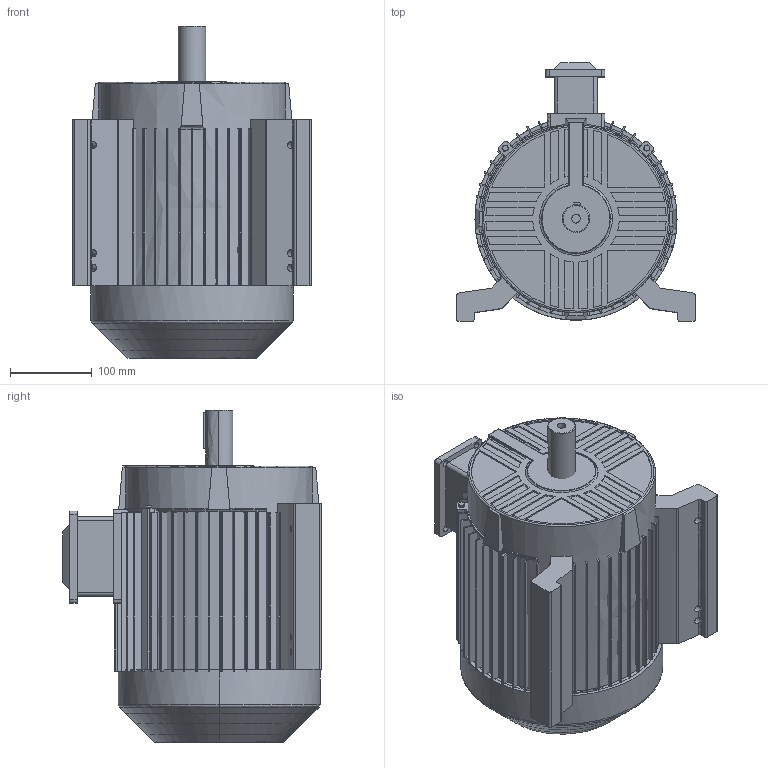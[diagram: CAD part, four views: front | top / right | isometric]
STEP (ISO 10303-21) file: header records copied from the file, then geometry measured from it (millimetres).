
FILE_DESCRIPTION(('FreeCAD Model'),'2;1');
FILE_NAME('Open CASCADE Shape Model','2025-05-08T08:36:19',('FreeCAD'),( 'FreeCAD'),'Open CASCADE STEP processor 7.6','FreeCAD','Unknown');
FILE_SCHEMA(('AUTOMOTIVE_DESIGN { 1 0 10303 214 1 1 1 1 }'));
Products named in the file (1): Open CASCADE STEP translator 7.6 1
Bounding box: 290.97 x 315.8 x 405.29 mm (x, y, z)
Volume: 5667102.5 mm3; surface area: 1344241 mm2
Topology: 52 solids, 53 shells, 1436 faces, 3807 edges, 2499 vertices
Faces by surface type: bspline 1436
Entity records: 46049 total; most frequent: CARTESIAN_POINT 23957, ORIENTED_EDGE 7614, EDGE_CURVE 3807, VERTEX_POINT 2499, B_SPLINE_CURVE_WITH_KNOTS 2131, FACE_BOUND 1938, EDGE_LOOP 1938, ADVANCED_FACE 1436
